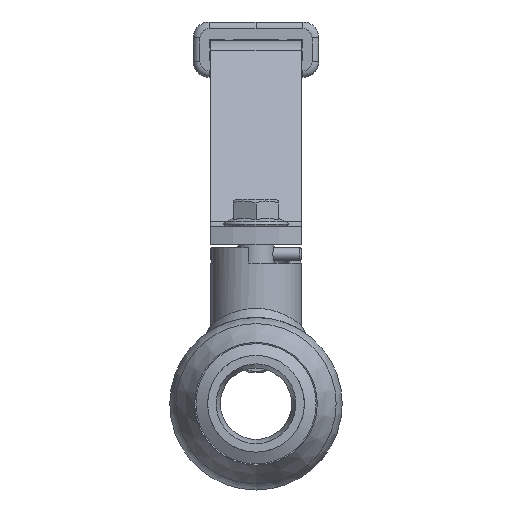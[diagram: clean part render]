
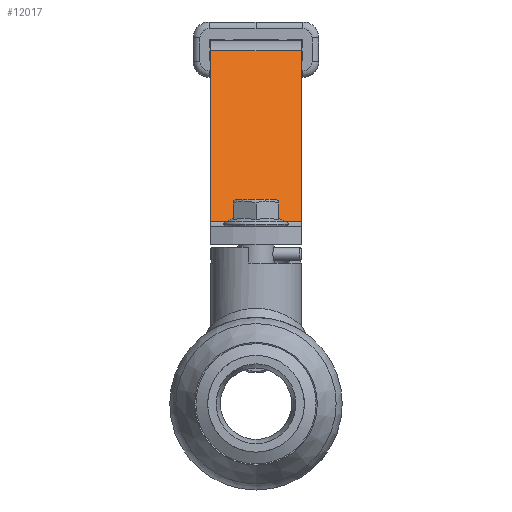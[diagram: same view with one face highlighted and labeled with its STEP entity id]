
A CAD part, front view. The second image highlights one B-rep face of the part: STEP entity #12017.
In plain terms, the highlighted planar face has unit normal (0, -0.699, 0.716).
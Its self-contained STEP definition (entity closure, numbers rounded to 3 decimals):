
#11617=CARTESIAN_POINT('',(-10.,16.537,5.138));
#11618=VERTEX_POINT('',#11617);
#11626=CARTESIAN_POINT('',(-10.,55.04,42.725));
#11627=VERTEX_POINT('',#11626);
#11628=CARTESIAN_POINT('',(-10.,55.04,42.725));
#11629=DIRECTION('',(-0.,-0.716,-0.699));
#11630=VECTOR('',#11629,53.808);
#11631=LINE('',#11628,#11630);
#11632=EDGE_CURVE('',#11627,#11618,#11631,.T.);
#11701=CARTESIAN_POINT('',(10.,55.04,42.725));
#11702=VERTEX_POINT('',#11701);
#11710=CARTESIAN_POINT('',(10.,16.537,5.138));
#11711=VERTEX_POINT('',#11710);
#11712=CARTESIAN_POINT('',(10.,55.04,42.725));
#11713=DIRECTION('',(-0.,-0.716,-0.699));
#11714=VECTOR('',#11713,53.808);
#11715=LINE('',#11712,#11714);
#11716=EDGE_CURVE('',#11702,#11711,#11715,.T.);
#11990=CARTESIAN_POINT('',(10.,55.04,42.725));
#11991=DIRECTION('',(-1.,0.,0.));
#11992=VECTOR('',#11991,20.);
#11993=LINE('',#11990,#11992);
#11994=EDGE_CURVE('',#11702,#11627,#11993,.T.);
#12001=CARTESIAN_POINT('',(10.,14.206,2.862));
#12002=DIRECTION('',(0.,0.699,-0.716));
#12003=DIRECTION('',(0.,0.716,0.699));
#12004=AXIS2_PLACEMENT_3D('',#12001,#12002,#12003);
#12005=PLANE('',#12004);
#12006=ORIENTED_EDGE('',*,*,#11632,.T.);
#12007=CARTESIAN_POINT('',(10.,16.537,5.138));
#12008=DIRECTION('',(-1.,0.,0.));
#12009=VECTOR('',#12008,20.);
#12010=LINE('',#12007,#12009);
#12011=EDGE_CURVE('',#11711,#11618,#12010,.T.);
#12012=ORIENTED_EDGE('',*,*,#12011,.F.);
#12013=ORIENTED_EDGE('',*,*,#11716,.F.);
#12014=ORIENTED_EDGE('',*,*,#11994,.T.);
#12015=EDGE_LOOP('',(#12006,#12012,#12013,#12014));
#12016=FACE_BOUND('',#12015,.T.);
#12017=ADVANCED_FACE('',(#12016),#12005,.F.);
